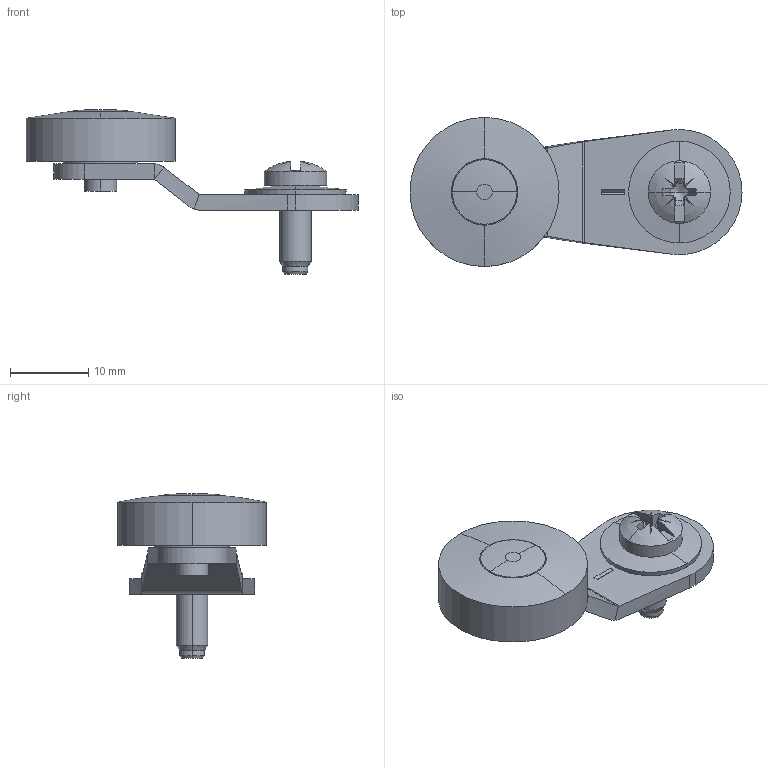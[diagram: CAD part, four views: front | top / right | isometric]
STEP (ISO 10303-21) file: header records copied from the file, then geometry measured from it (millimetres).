
FILE_DESCRIPTION(('STEP AP242'),'1');
FILE_NAME('switch_zcy18.stp','2019-10-02T19:42:11',('TraceParts'),('TraceParts S.A.'),'Spatial InterOp 3D',' ',' ');
FILE_SCHEMA(('AP242_MANAGED_MODEL_BASED_3D_ENGINEERING_MIM_LF {1 0 10303 442 1 1 4}'));
Length unit declared in the file: millimetre
Products named in the file (1): switch_zcy18_1
Bounding box: 42.42 x 19.05 x 21.05 mm (x, y, z)
Volume: 2328.2 mm3; surface area: 3354.4 mm2
Topology: 5 solids, 5 shells, 366 faces, 946 edges, 583 vertices
Faces by surface type: cylinder 164, plane 110, cone 28, bspline 22, torus 21, sphere 21
Entity records: 11943 total; most frequent: CARTESIAN_POINT 2976, DIRECTION 1964, ORIENTED_EDGE 1868, EDGE_CURVE 934, AXIS2_PLACEMENT_3D 797, VERTEX_POINT 583, CIRCLE 448, EDGE_LOOP 379
